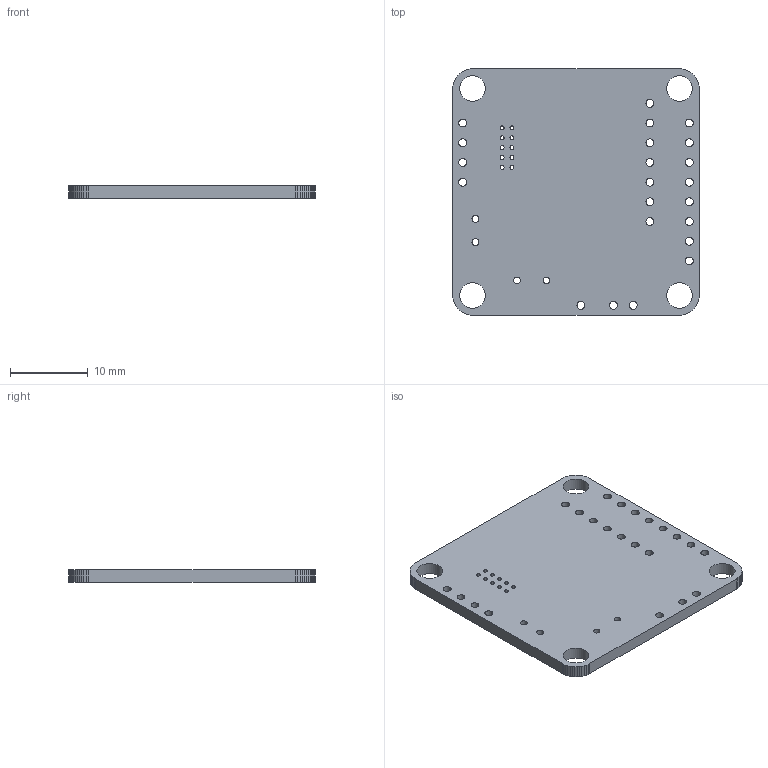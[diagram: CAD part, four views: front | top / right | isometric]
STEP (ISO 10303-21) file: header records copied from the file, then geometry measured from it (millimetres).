
FILE_DESCRIPTION(('KiCad electronic assembly'),'2;1');
FILE_NAME('working.step','2023-07-26T11:29:09',('Pcbnew'),('Kicad'), 'Open CASCADE STEP processor 7.6','KiCad to STEP converter','Unknown' );
FILE_SCHEMA(('AUTOMOTIVE_DESIGN { 1 0 10303 214 1 1 1 1 }'));
Length unit declared in the file: millimetre
Products named in the file (2): working 1; _autosave-working PCB
Assembly tree (1 placements, depth 2):
  working 1
    _autosave-working PCB
Bounding box: 31.75 x 31.75 x 1.6 mm (x, y, z)
Volume: 1513.5 mm3; surface area: 2310 mm2
Topology: 1 solids, 1 shells, 98 faces, 288 edges, 192 vertices
Faces by surface type: plane 58, cylinder 40
Full cylindrical faces by diameter (mm): 0.508 x10, 0.85 x2, 0.9 x2, 1.016 x22, 3.302 x4
Entity records: 7463 total; most frequent: CARTESIAN_POINT 1636, DIRECTION 1064, LINE 704, VECTOR 704, ORIENTED_EDGE 576, PCURVE 576, DEFINITIONAL_REPRESENTATION 576, EDGE_CURVE 288
